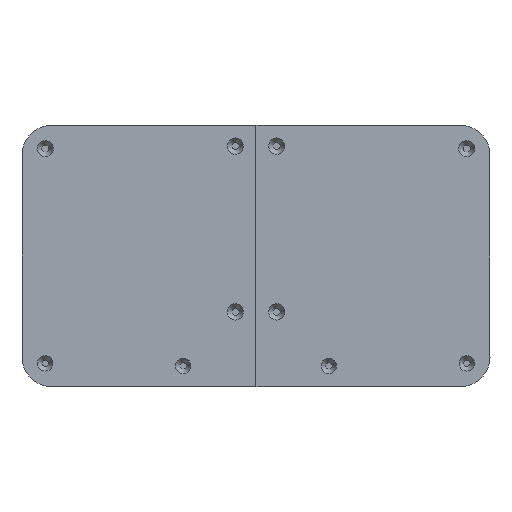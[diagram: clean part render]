
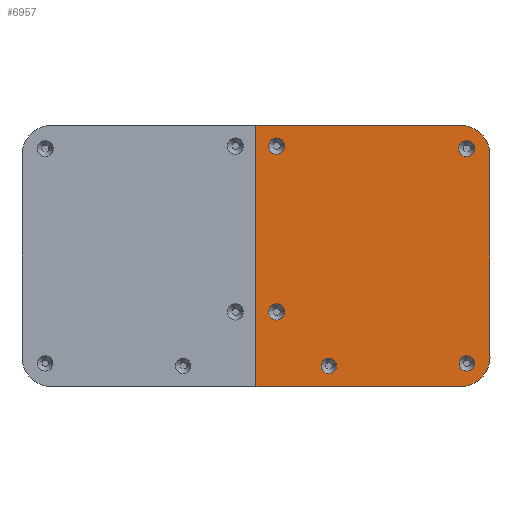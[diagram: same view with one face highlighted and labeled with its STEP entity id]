
A CAD part, front view. The second image highlights one B-rep face of the part: STEP entity #6957.
In plain terms, the highlighted planar face has unit normal (0, -1, 0).
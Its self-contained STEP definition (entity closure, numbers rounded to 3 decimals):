
#66=FACE_BOUND('',#1259,.T.);
#67=FACE_BOUND('',#1260,.T.);
#68=FACE_BOUND('',#1261,.T.);
#69=FACE_BOUND('',#1262,.T.);
#70=FACE_BOUND('',#1263,.T.);
#303=CIRCLE('',#7459,5.25);
#304=CIRCLE('',#7461,5.5);
#306=CIRCLE('',#7464,20.);
#307=CIRCLE('',#7467,5.25);
#308=CIRCLE('',#7469,5.5);
#310=CIRCLE('',#7472,20.);
#311=CIRCLE('',#7474,5.5);
#854=FACE_OUTER_BOUND('',#1258,.T.);
#1258=EDGE_LOOP('',(#5493,#5494,#5495,#5496,#5497,#5498));
#1259=EDGE_LOOP('',(#5499));
#1260=EDGE_LOOP('',(#5500));
#1261=EDGE_LOOP('',(#5501));
#1262=EDGE_LOOP('',(#5502));
#1263=EDGE_LOOP('',(#5503));
#1734=LINE('',#10881,#2385);
#1739=LINE('',#10891,#2390);
#1764=LINE('',#10985,#2415);
#1810=LINE('',#11126,#2461);
#2385=VECTOR('',#8692,10.);
#2390=VECTOR('',#8699,10.);
#2415=VECTOR('',#8794,10.);
#2461=VECTOR('',#8946,10.);
#3074=VERTEX_POINT('',#10878);
#3075=VERTEX_POINT('',#10880);
#3079=VERTEX_POINT('',#10890);
#3102=VERTEX_POINT('',#10968);
#3103=VERTEX_POINT('',#10972);
#3105=VERTEX_POINT('',#10978);
#3107=VERTEX_POINT('',#10984);
#3108=VERTEX_POINT('',#10988);
#3109=VERTEX_POINT('',#10992);
#3111=VERTEX_POINT('',#10998);
#3112=VERTEX_POINT('',#11002);
#3878=EDGE_CURVE('',#3074,#3075,#1734,.T.);
#3883=EDGE_CURVE('',#3079,#3075,#1739,.T.);
#3919=EDGE_CURVE('',#3102,#3102,#303,.T.);
#3921=EDGE_CURVE('',#3103,#3103,#304,.T.);
#3924=EDGE_CURVE('',#3105,#3079,#306,.T.);
#3927=EDGE_CURVE('',#3107,#3105,#1764,.T.);
#3929=EDGE_CURVE('',#3108,#3108,#307,.T.);
#3931=EDGE_CURVE('',#3109,#3109,#308,.T.);
#3934=EDGE_CURVE('',#3111,#3107,#310,.T.);
#3936=EDGE_CURVE('',#3112,#3112,#311,.T.);
#3994=EDGE_CURVE('',#3074,#3111,#1810,.T.);
#5493=ORIENTED_EDGE('',*,*,#3878,.F.);
#5494=ORIENTED_EDGE('',*,*,#3994,.T.);
#5495=ORIENTED_EDGE('',*,*,#3934,.T.);
#5496=ORIENTED_EDGE('',*,*,#3927,.T.);
#5497=ORIENTED_EDGE('',*,*,#3924,.T.);
#5498=ORIENTED_EDGE('',*,*,#3883,.T.);
#5499=ORIENTED_EDGE('',*,*,#3931,.F.);
#5500=ORIENTED_EDGE('',*,*,#3929,.F.);
#5501=ORIENTED_EDGE('',*,*,#3921,.F.);
#5502=ORIENTED_EDGE('',*,*,#3919,.F.);
#5503=ORIENTED_EDGE('',*,*,#3936,.F.);
#6692=PLANE('',#7518);
#6957=ADVANCED_FACE('',(#854,#66,#67,#68,#69,#70),#6692,.T.);
#7459=AXIS2_PLACEMENT_3D('',#10969,#8776,#8777);
#7461=AXIS2_PLACEMENT_3D('',#10973,#8781,#8782);
#7464=AXIS2_PLACEMENT_3D('',#10979,#8788,#8789);
#7467=AXIS2_PLACEMENT_3D('',#10989,#8798,#8799);
#7469=AXIS2_PLACEMENT_3D('',#10993,#8803,#8804);
#7472=AXIS2_PLACEMENT_3D('',#10999,#8810,#8811);
#7474=AXIS2_PLACEMENT_3D('',#11003,#8815,#8816);
#7518=AXIS2_PLACEMENT_3D('',#11125,#8944,#8945);
#8692=DIRECTION('',(0.,0.,1.));
#8699=DIRECTION('',(-1.,0.,0.));
#8776=DIRECTION('center_axis',(0.,-1.,0.));
#8777=DIRECTION('ref_axis',(1.,0.,0.));
#8781=DIRECTION('center_axis',(0.,-1.,0.));
#8782=DIRECTION('ref_axis',(1.,0.,0.));
#8788=DIRECTION('center_axis',(0.,-1.,0.));
#8789=DIRECTION('ref_axis',(1.,0.,0.));
#8794=DIRECTION('',(0.,0.,1.));
#8798=DIRECTION('center_axis',(0.,-1.,0.));
#8799=DIRECTION('ref_axis',(1.,0.,0.));
#8803=DIRECTION('center_axis',(0.,-1.,0.));
#8804=DIRECTION('ref_axis',(1.,0.,0.));
#8810=DIRECTION('center_axis',(0.,-1.,0.));
#8811=DIRECTION('ref_axis',(0.,0.,-1.));
#8815=DIRECTION('center_axis',(0.,-1.,0.));
#8816=DIRECTION('ref_axis',(1.,0.,0.));
#8944=DIRECTION('center_axis',(0.,-1.,0.));
#8945=DIRECTION('ref_axis',(1.,0.,0.));
#8946=DIRECTION('',(1.,0.,0.));
#10878=CARTESIAN_POINT('',(151.145,-40.,-39.194));
#10880=CARTESIAN_POINT('',(151.145,-40.,138.095));
#10881=CARTESIAN_POINT('',(151.145,-40.,49.451));
#10890=CARTESIAN_POINT('',(290.024,-40.,138.095));
#10891=CARTESIAN_POINT('',(290.024,-40.,138.095));
#10968=CARTESIAN_POINT('',(289.017,-40.,-23.436));
#10969=CARTESIAN_POINT('Origin',(294.267,-40.,-23.436));
#10972=CARTESIAN_POINT('',(288.767,-40.,122.337));
#10973=CARTESIAN_POINT('Origin',(294.267,-40.,122.337));
#10978=CARTESIAN_POINT('',(310.024,-40.,118.095));
#10979=CARTESIAN_POINT('Origin',(290.024,-40.,118.095));
#10984=CARTESIAN_POINT('',(310.024,-40.,-19.194));
#10985=CARTESIAN_POINT('',(310.024,-40.,-19.194));
#10988=CARTESIAN_POINT('',(195.324,-40.,-25.194));
#10989=CARTESIAN_POINT('Origin',(200.574,-40.,-25.194));
#10992=CARTESIAN_POINT('',(159.645,-40.,124.095));
#10993=CARTESIAN_POINT('Origin',(165.145,-40.,124.095));
#10998=CARTESIAN_POINT('',(290.024,-40.,-39.194));
#10999=CARTESIAN_POINT('Origin',(290.024,-40.,-19.194));
#11002=CARTESIAN_POINT('',(159.645,-40.,11.46));
#11003=CARTESIAN_POINT('Origin',(165.145,-40.,11.46));
#11125=CARTESIAN_POINT('Origin',(151.145,-40.,49.451));
#11126=CARTESIAN_POINT('',(12.266,-40.,-39.194));
